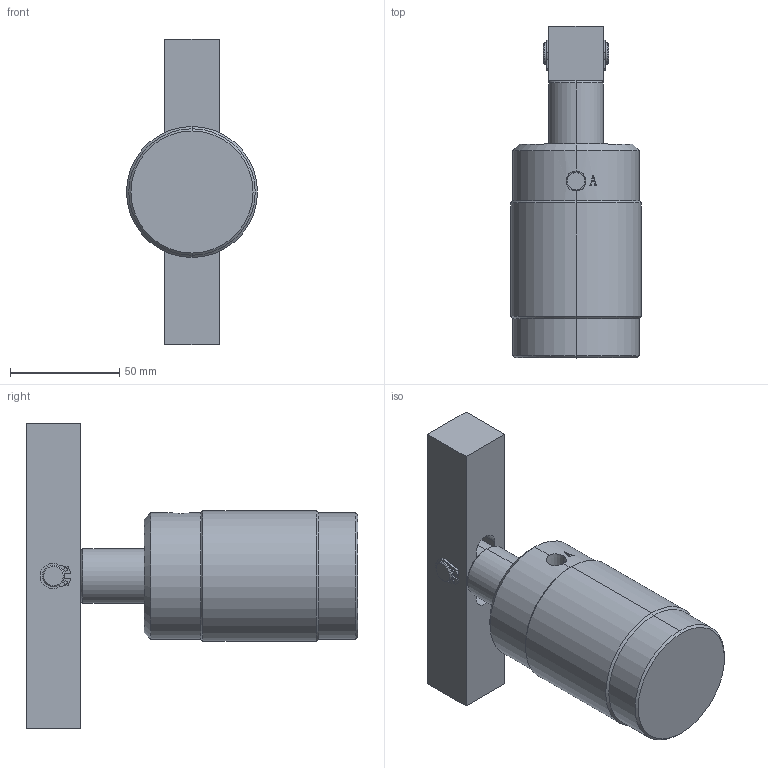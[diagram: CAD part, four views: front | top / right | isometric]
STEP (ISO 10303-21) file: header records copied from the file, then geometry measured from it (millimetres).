
FILE_DESCRIPTION (( 'STEP AP203' ), '1' );
FILE_NAME ('HNDT-40A.STEP', '2019-10-12T07:53:06', ( '微软用户' ), ( '微软中国' ), 'SwSTEP 2.0', 'SolidWorks 2012', '' );
FILE_SCHEMA (( 'CONFIG_CONTROL_DESIGN' ));
Length unit declared in the file: millimetre
Products named in the file (6): 40A-D活塞杆; 40邧旋; 40种; circlips for shaft--type a large gb_GB_CONNECTING_PIECE_RING_RRA 10; HNDT-40A; HNFT-40A掛极
Assembly tree (6 placements, depth 2):
  HNDT-40A
    HNFT-40A掛极
    40A-D活塞杆
    40邧旋
    40种
    circlips for shaft--type a large gb_GB_CONNECTING_PIECE_RING_RRA 10  x2
Bounding box: 60 x 152 x 140 mm (x, y, z)
Volume: 365350.3 mm3; surface area: 49118.2 mm2
Topology: 6 solids, 6 shells, 147 faces, 357 edges, 230 vertices
Faces by surface type: cylinder 67, plane 57, cone 19, bspline 4
Entity records: 4598 total; most frequent: CARTESIAN_POINT 978, DIRECTION 655, ORIENTED_EDGE 594, EDGE_CURVE 297, AXIS2_PLACEMENT_3D 260, VERTEX_POINT 190, EDGE_LOOP 145, VECTOR 135
